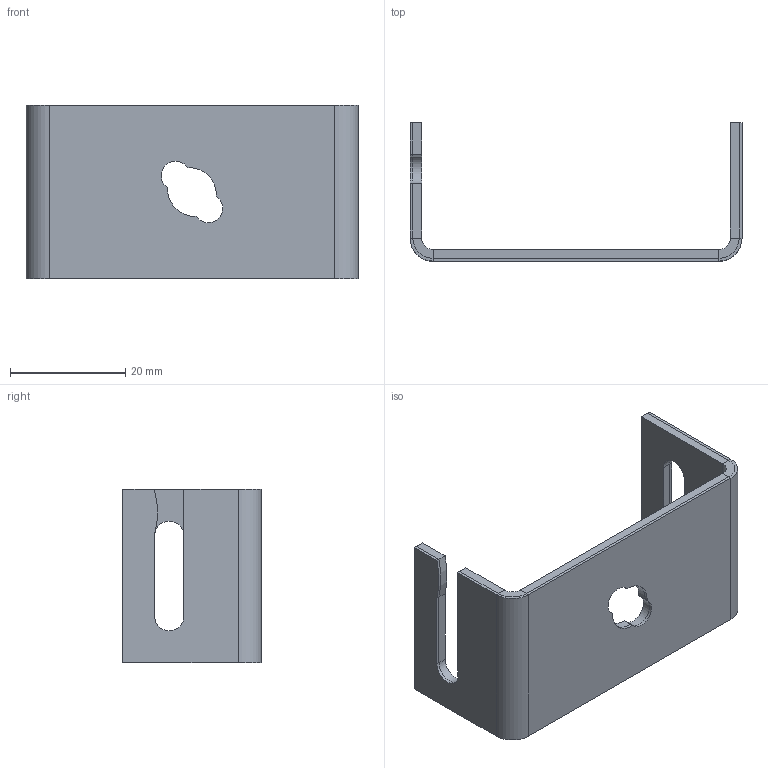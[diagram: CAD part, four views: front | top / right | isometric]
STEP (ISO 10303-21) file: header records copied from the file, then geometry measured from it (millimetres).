
FILE_DESCRIPTION (( 'STEP AP203' ), '1' );
FILE_NAME ('2601Â Äåðæàòåëü äëÿ ïîëîñû ïðèêðó÷èâàåìûé, Â - 40 (ìì), òîëùèíà ïîëîñû G äî 4(ìì).STEP', '2024-03-05T14:02:57', ( '' ), ( '' ), 'SwSTEP 2.0', 'SolidWorks 2022', '' );
FILE_SCHEMA (( 'CONFIG_CONTROL_DESIGN' ));
Length unit declared in the file: millimetre
Products named in the file (4): 2601В Держатель для полосы прикручиваемый, В - 40 (мм), толщина полосы G до 4(мм); 2601B.001-01 Держатель полосы; 2601B.001-02 Держатель полосы; 2601B.001 Держатель полосы
Assembly tree (3 placements, depth 2):
  2601В Держатель для полосы прикручиваемый, В - 40 (мм), толщина полосы G до 4(мм)
    2601B.001 Держатель полосы
    2601B.001-01 Держатель полосы
    2601B.001-02 Держатель полосы
Bounding box: 57.5 x 24 x 30 mm (x, y, z)
Volume: 14565.2 mm3; surface area: 17995.9 mm2
Topology: 3 solids, 3 shells, 126 faces, 312 edges, 192 vertices
Faces by surface type: plane 84, cylinder 42
Entity records: 4102 total; most frequent: DIRECTION 660, CARTESIAN_POINT 636, ORIENTED_EDGE 624, EDGE_CURVE 312, LINE 228, VECTOR 228, AXIS2_PLACEMENT_3D 216, VERTEX_POINT 192
